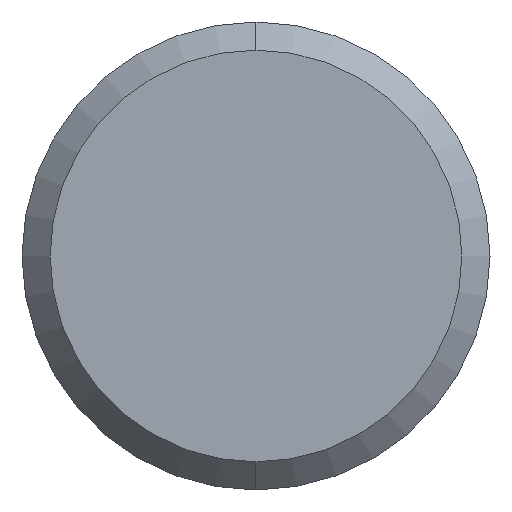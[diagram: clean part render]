
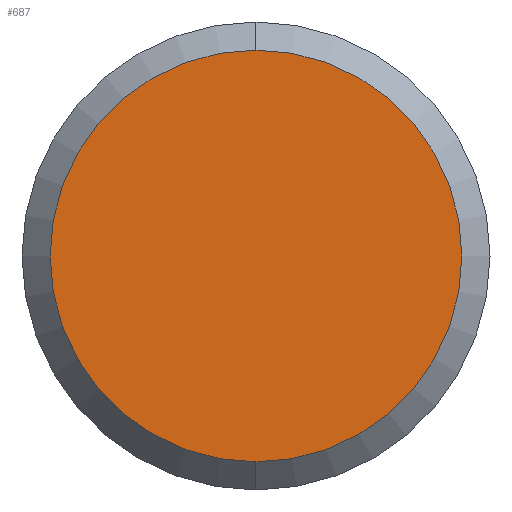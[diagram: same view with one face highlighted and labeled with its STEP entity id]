
A CAD part, left-side view. The second image highlights one B-rep face of the part: STEP entity #687.
In plain terms, the highlighted planar face has unit normal (-1, 0, 0).
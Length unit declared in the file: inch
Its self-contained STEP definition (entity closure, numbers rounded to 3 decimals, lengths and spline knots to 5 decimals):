
#21 = VERTEX_POINT ( 'NONE', #716 ) ;
#261 = AXIS2_PLACEMENT_3D ( 'NONE', #6173, #6747, #6288 ) ;
#475 = EDGE_LOOP ( 'NONE', ( #1050, #524 ) ) ;
#524 = ORIENTED_EDGE ( 'NONE', *, *, #6102, .T. ) ;
#687 = ADVANCED_FACE ( 'NONE', ( #4135 ), #2904, .F. ) ;
#716 = CARTESIAN_POINT ( 'NONE',  ( 0., 0., -0.10985 ) ) ;
#1050 = ORIENTED_EDGE ( 'NONE', *, *, #2226, .T. ) ;
#2226 = EDGE_CURVE ( 'NONE', #21, #6853, #3902, .T. ) ;
#2904 = PLANE ( 'NONE',  #261 ) ;
#3574 = CARTESIAN_POINT ( 'NONE',  ( 0., 0., 0. ) ) ;
#3608 = DIRECTION ( 'NONE',  ( 0., 0., -1. ) ) ;
#3902 = CIRCLE ( 'NONE', #4458, 0.10985 ) ;
#4135 = FACE_OUTER_BOUND ( 'NONE', #475, .T. ) ;
#4266 = DIRECTION ( 'NONE',  ( 0., 0., -1. ) ) ;
#4458 = AXIS2_PLACEMENT_3D ( 'NONE', #5352, #7022, #4266 ) ;
#5352 = CARTESIAN_POINT ( 'NONE',  ( 0., 0., 0. ) ) ;
#5566 = AXIS2_PLACEMENT_3D ( 'NONE', #3574, #6825, #3608 ) ;
#5723 = CARTESIAN_POINT ( 'NONE',  ( 0., 0., 0.10985 ) ) ;
#6028 = CIRCLE ( 'NONE', #5566, 0.10985 ) ;
#6102 = EDGE_CURVE ( 'NONE', #6853, #21, #6028, .T. ) ;
#6173 = CARTESIAN_POINT ( 'NONE',  ( 0., 0., 0. ) ) ;
#6288 = DIRECTION ( 'NONE',  ( 0., 0., -1. ) ) ;
#6747 = DIRECTION ( 'NONE',  ( 1., 0., 0. ) ) ;
#6825 = DIRECTION ( 'NONE',  ( -1., 0., 0. ) ) ;
#6853 = VERTEX_POINT ( 'NONE', #5723 ) ;
#7022 = DIRECTION ( 'NONE',  ( -1., 0., 0. ) ) ;
